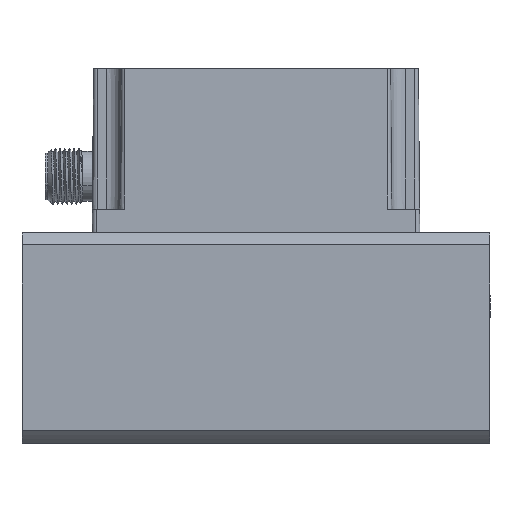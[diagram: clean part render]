
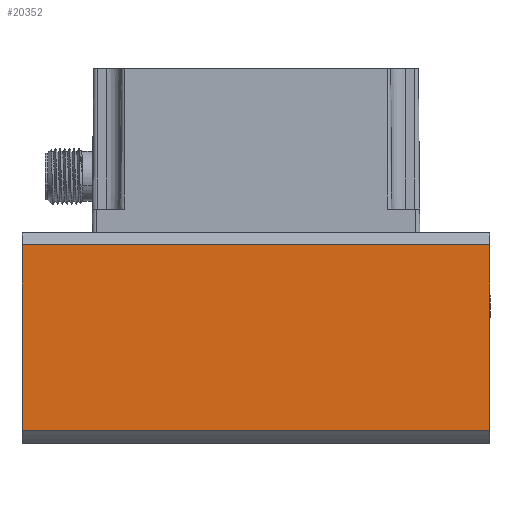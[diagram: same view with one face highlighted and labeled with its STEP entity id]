
A CAD part, top view. The second image highlights one B-rep face of the part: STEP entity #20352.
In plain terms, the highlighted planar face has unit normal (0, 0, 1).
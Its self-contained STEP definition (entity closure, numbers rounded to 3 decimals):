
#4783 = VERTEX_POINT ( 'NONE', #65058 ) ;
#11858 = LINE ( 'NONE', #27524, #74736 ) ;
#13747 = ORIENTED_EDGE ( 'NONE', *, *, #66700, .F. ) ;
#15155 = ORIENTED_EDGE ( 'NONE', *, *, #57312, .T. ) ;
#15210 = DIRECTION ( 'NONE',  ( 1., 0., 0. ) ) ;
#20352 = ADVANCED_FACE ( 'NONE', ( #22943 ), #62035, .T. ) ;
#20631 = CARTESIAN_POINT ( 'NONE',  ( 0., -19.843, 22.5 ) ) ;
#22900 = VECTOR ( 'NONE', #55099, 1000. ) ;
#22943 = FACE_OUTER_BOUND ( 'NONE', #83953, .T. ) ;
#23607 = LINE ( 'NONE', #20631, #85447 ) ;
#27524 = CARTESIAN_POINT ( 'NONE',  ( 100., 19.843, 22.5 ) ) ;
#31219 = ORIENTED_EDGE ( 'NONE', *, *, #50955, .T. ) ;
#34364 = AXIS2_PLACEMENT_3D ( 'NONE', #61418, #84025, #15210 ) ;
#34631 = LINE ( 'NONE', #70334, #22900 ) ;
#35489 = VERTEX_POINT ( 'NONE', #42707 ) ;
#41519 = VERTEX_POINT ( 'NONE', #49257 ) ;
#42707 = CARTESIAN_POINT ( 'NONE',  ( 100., -19.843, 22.5 ) ) ;
#45217 = CARTESIAN_POINT ( 'NONE',  ( 100., 19.843, 22.5 ) ) ;
#46786 = DIRECTION ( 'NONE',  ( 0., -1., 0. ) ) ;
#47999 = DIRECTION ( 'NONE',  ( 1., 0., 0. ) ) ;
#49257 = CARTESIAN_POINT ( 'NONE',  ( 0., 19.843, 22.5 ) ) ;
#50481 = VECTOR ( 'NONE', #46786, 1000. ) ;
#50955 = EDGE_CURVE ( 'NONE', #41519, #4783, #68674, .T. ) ;
#52941 = ORIENTED_EDGE ( 'NONE', *, *, #85135, .T. ) ;
#55099 = DIRECTION ( 'NONE',  ( 0., -1., 0. ) ) ;
#57312 = EDGE_CURVE ( 'NONE', #78578, #41519, #11858, .T. ) ;
#61418 = CARTESIAN_POINT ( 'NONE',  ( 100., 22.5, 22.5 ) ) ;
#62035 = PLANE ( 'NONE',  #34364 ) ;
#65058 = CARTESIAN_POINT ( 'NONE',  ( 0., -19.843, 22.5 ) ) ;
#66700 = EDGE_CURVE ( 'NONE', #78578, #35489, #34631, .T. ) ;
#68670 = DIRECTION ( 'NONE',  ( -1., 0., 0. ) ) ;
#68674 = LINE ( 'NONE', #80854, #50481 ) ;
#70334 = CARTESIAN_POINT ( 'NONE',  ( 100., 19.843, 22.5 ) ) ;
#74736 = VECTOR ( 'NONE', #68670, 1000. ) ;
#78578 = VERTEX_POINT ( 'NONE', #45217 ) ;
#80854 = CARTESIAN_POINT ( 'NONE',  ( 0., 19.843, 22.5 ) ) ;
#83953 = EDGE_LOOP ( 'NONE', ( #52941, #13747, #15155, #31219 ) ) ;
#84025 = DIRECTION ( 'NONE',  ( 0., 0., 1. ) ) ;
#85135 = EDGE_CURVE ( 'NONE', #4783, #35489, #23607, .T. ) ;
#85447 = VECTOR ( 'NONE', #47999, 1000. ) ;
